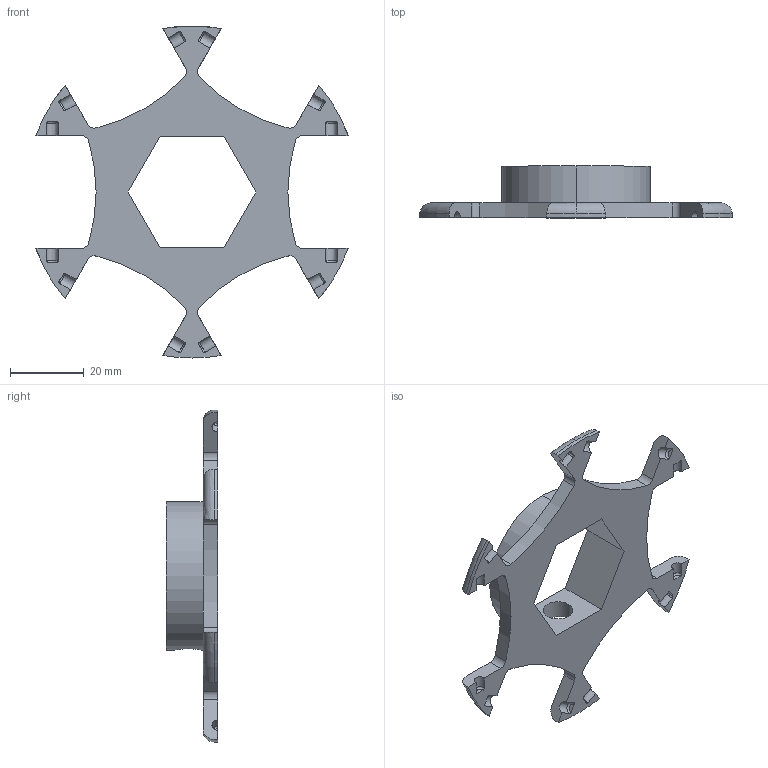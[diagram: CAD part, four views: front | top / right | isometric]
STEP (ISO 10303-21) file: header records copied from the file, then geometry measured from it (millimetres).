
FILE_DESCRIPTION (( 'STEP AP214' ), '1' );
FILE_NAME ('OmniWheel_Star_2b.STEP', '2025-05-09T17:57:31', ( '' ), ( '' ), 'SwSTEP 2.0', 'SolidWorks 2021', '' );
FILE_SCHEMA (( 'AUTOMOTIVE_DESIGN' ));
Length unit declared in the file: millimetre
Products named in the file (1): OmniWheel_Star_2b
Bounding box: 84.64 x 14 x 90 mm (x, y, z)
Volume: 14000.9 mm3; surface area: 9261.8 mm2
Topology: 1 solids, 1 shells, 95 faces, 278 edges, 185 vertices
Faces by surface type: cylinder 43, plane 33, torus 19
Entity records: 3495 total; most frequent: CARTESIAN_POINT 831, DIRECTION 583, ORIENTED_EDGE 556, EDGE_CURVE 278, AXIS2_PLACEMENT_3D 225, VERTEX_POINT 185, VECTOR 133, LINE 133
